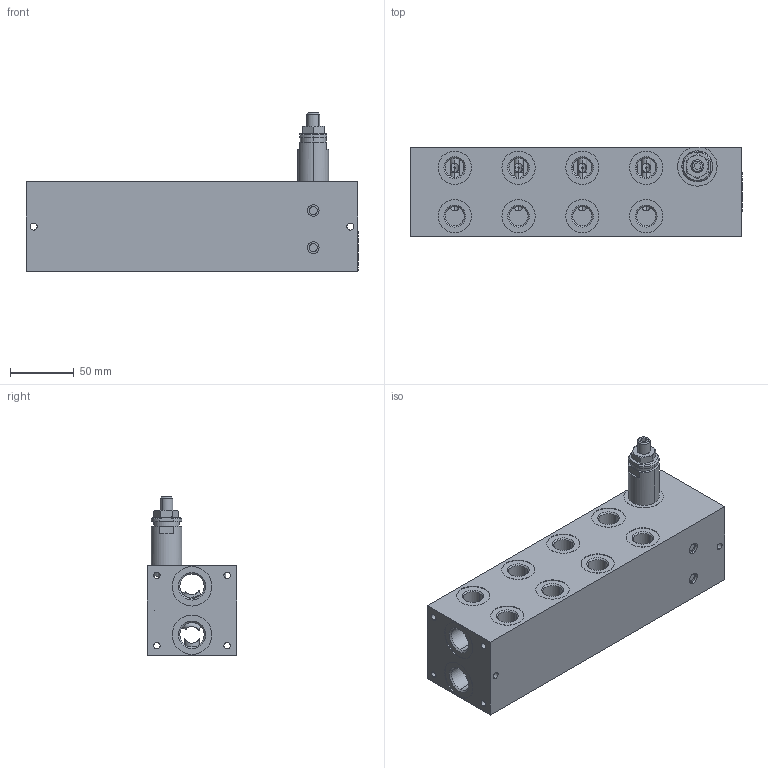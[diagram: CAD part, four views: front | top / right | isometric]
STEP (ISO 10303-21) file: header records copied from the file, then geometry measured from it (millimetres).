
FILE_DESCRIPTION (( 'STEP AP203' ), '1' );
FILE_NAME ('BM3704C3001.step', '2015-11-17T10:43:49', ( 'User' ), ( '' ), 'SwSTEP 2.0', 'SolidWorks 2014', '' );
FILE_SCHEMA (( 'CONFIG_CONTROL_DESIGN' ));
Length unit declared in the file: millimetre
Products named in the file (1): BM3704C3001
Bounding box: 260 x 70 x 124.1 mm (x, y, z)
Surface area: 120357.9 mm2 (no closed solid volume)
Topology: 0 solids, 6 shells, 253 faces, 746 edges, 498 vertices
Faces by surface type: cylinder 164, plane 49, cone 40
Entity records: 9754 total; most frequent: CARTESIAN_POINT 2923, DIRECTION 1481, ORIENTED_EDGE 1277, EDGE_CURVE 746, AXIS2_PLACEMENT_3D 612, VERTEX_POINT 498, CIRCLE 358, EDGE_LOOP 339
